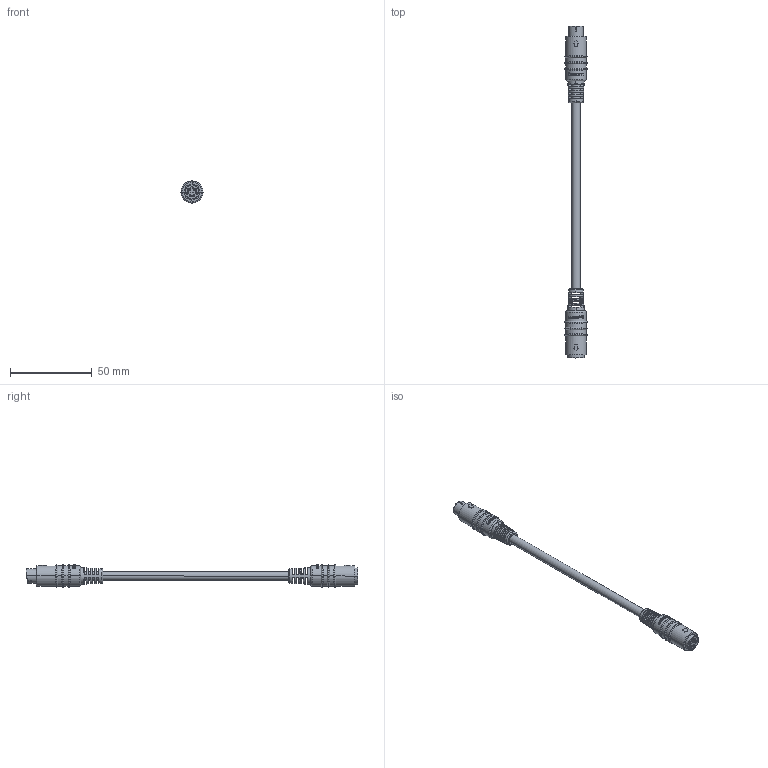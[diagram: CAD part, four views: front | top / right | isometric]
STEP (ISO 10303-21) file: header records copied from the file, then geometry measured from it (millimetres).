
FILE_DESCRIPTION (( 'STEP AP214' ), '1' );
FILE_NAME ('DK226MF.STEP', '2019-07-15T16:31:51', ( '' ), ( '' ), 'SwSTEP 2.0', 'SolidWorks 2018', '' );
FILE_SCHEMA (( 'AUTOMOTIVE_DESIGN' ));
Length unit declared in the file: inch
Products named in the file (14): 1AA03-013-MA1___; 3AB07-056_6 PIN FEMALE; 1AA03-012-MA1_W.O FERRULE; 1AL08-116; MTN-252_6,8 PIN FEMALE; MTN-250_6 PIN FEMALE; 1AA03-014; 3AB07-056_6 PIN MALE; MTN-249_6,8 PIN MALE; MTN-250_6 PIN MALE; 1AA03-013___; 1AA03-013-MA2___; DK226MF
Assembly tree (13 placements, depth 4):
  DK226MF
    1AL08-116
    3AB07-056_6 PIN FEMALE
      MTN-250_6 PIN FEMALE
      1AA03-014
        1AA03-014
        1AA03-012-MA1_W.O FERRULE
      MTN-252_6,8 PIN FEMALE
    3AB07-056_6 PIN MALE
      MTN-250_6 PIN MALE
      1AA03-013___
        1AA03-013-MA2___
        1AA03-013-MA1___
      MTN-249_6,8 PIN MALE
Bounding box: 13.46 x 202.52 x 13.46 mm (x, y, z)
Volume: 12509.1 mm3; surface area: 10854 mm2
Topology: 9 solids, 9 shells, 861 faces, 2172 edges, 1363 vertices
Faces by surface type: plane 279, cylinder 248, bspline 191, torus 73, cone 58, sphere 12
Entity records: 36033 total; most frequent: CARTESIAN_POINT 13956, ORIENTED_EDGE 4296, DIRECTION 3861, EDGE_CURVE 2148, AXIS2_PLACEMENT_3D 1520, VERTEX_POINT 1351, EDGE_LOOP 945, FACE_OUTER_BOUND 861
